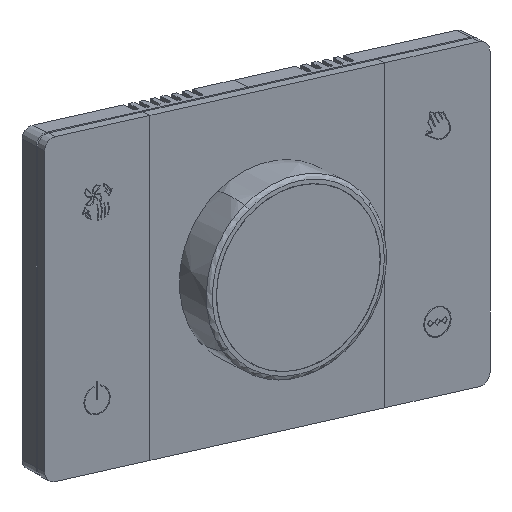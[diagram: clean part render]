
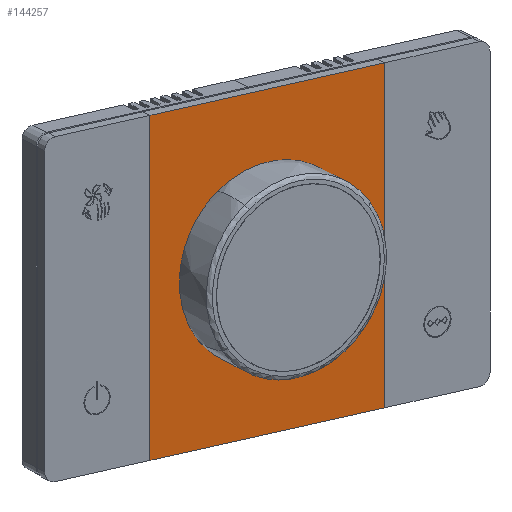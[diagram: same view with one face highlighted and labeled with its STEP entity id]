
A CAD part, top view. The second image highlights one B-rep face of the part: STEP entity #144257.
In plain terms, the highlighted face is planar.
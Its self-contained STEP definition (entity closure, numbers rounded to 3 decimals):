
#143881=CARTESIAN_POINT('Vertex',(32.9,25.395,43.)) ;
#143884=CARTESIAN_POINT('Line Origine',(0.,25.395,43.)) ;
#143888=CARTESIAN_POINT('Vertex',(-32.9,25.395,43.)) ;
#144149=CARTESIAN_POINT('Vertex',(32.9,25.395,-43.)) ;
#144152=CARTESIAN_POINT('Line Origine',(32.9,25.395,0.)) ;
#144164=CARTESIAN_POINT('Axis2P3D Location',(-39.492,25.395,-51.612)) ;
#144169=CARTESIAN_POINT('Line Origine',(0.,25.395,-43.)) ;
#144173=CARTESIAN_POINT('Vertex',(-32.9,25.395,-43.)) ;
#144176=CARTESIAN_POINT('Line Origine',(-32.9,25.395,0.)) ;
#144188=CARTESIAN_POINT('Control Point',(-19.75,25.395,0.)) ;
#144189=CARTESIAN_POINT('Control Point',(-19.75,25.395,-2.047)) ;
#144190=CARTESIAN_POINT('Control Point',(-19.485,25.395,-4.167)) ;
#144191=CARTESIAN_POINT('Control Point',(-18.916,25.395,-6.299)) ;
#144192=CARTESIAN_POINT('Control Point',(-17.181,25.395,-10.349)) ;
#144193=CARTESIAN_POINT('Control Point',(-14.351,25.395,-13.835)) ;
#144194=CARTESIAN_POINT('Control Point',(-12.724,25.395,-15.343)) ;
#144195=CARTESIAN_POINT('Control Point',(-9.292,25.395,-17.727)) ;
#144196=CARTESIAN_POINT('Control Point',(-5.466,25.395,-19.123)) ;
#144197=CARTESIAN_POINT('Control Point',(-3.616,25.395,-19.549)) ;
#144198=CARTESIAN_POINT('Control Point',(-1.78,25.395,-19.75)) ;
#144199=CARTESIAN_POINT('Control Point',(0.,25.395,-19.75)) ;
#144200=CARTESIAN_POINT('Vertex',(-19.75,25.395,0.)) ;
#144202=CARTESIAN_POINT('Vertex',(0.,25.395,-19.75)) ;
#144206=CARTESIAN_POINT('Control Point',(0.,25.395,-19.75)) ;
#144207=CARTESIAN_POINT('Control Point',(2.047,25.395,-19.75)) ;
#144208=CARTESIAN_POINT('Control Point',(4.167,25.395,-19.485)) ;
#144209=CARTESIAN_POINT('Control Point',(6.299,25.395,-18.916)) ;
#144210=CARTESIAN_POINT('Control Point',(10.349,25.395,-17.181)) ;
#144211=CARTESIAN_POINT('Control Point',(13.835,25.395,-14.351)) ;
#144212=CARTESIAN_POINT('Control Point',(15.343,25.395,-12.724)) ;
#144213=CARTESIAN_POINT('Control Point',(17.727,25.395,-9.292)) ;
#144214=CARTESIAN_POINT('Control Point',(19.123,25.395,-5.466)) ;
#144215=CARTESIAN_POINT('Control Point',(19.549,25.395,-3.616)) ;
#144216=CARTESIAN_POINT('Control Point',(19.75,25.395,-1.78)) ;
#144217=CARTESIAN_POINT('Control Point',(19.75,25.395,0.)) ;
#144218=CARTESIAN_POINT('Vertex',(19.75,25.395,0.)) ;
#144222=CARTESIAN_POINT('Control Point',(19.75,25.395,0.)) ;
#144223=CARTESIAN_POINT('Control Point',(19.75,25.395,2.047)) ;
#144224=CARTESIAN_POINT('Control Point',(19.485,25.395,4.167)) ;
#144225=CARTESIAN_POINT('Control Point',(18.916,25.395,6.299)) ;
#144226=CARTESIAN_POINT('Control Point',(17.181,25.395,10.349)) ;
#144227=CARTESIAN_POINT('Control Point',(14.351,25.395,13.835)) ;
#144228=CARTESIAN_POINT('Control Point',(12.724,25.395,15.343)) ;
#144229=CARTESIAN_POINT('Control Point',(9.292,25.395,17.727)) ;
#144230=CARTESIAN_POINT('Control Point',(5.466,25.395,19.123)) ;
#144231=CARTESIAN_POINT('Control Point',(3.616,25.395,19.549)) ;
#144232=CARTESIAN_POINT('Control Point',(1.78,25.395,19.75)) ;
#144233=CARTESIAN_POINT('Control Point',(0.,25.395,19.75)) ;
#144234=CARTESIAN_POINT('Vertex',(0.,25.395,19.75)) ;
#144238=CARTESIAN_POINT('Control Point',(0.,25.395,19.75)) ;
#144239=CARTESIAN_POINT('Control Point',(-2.047,25.395,19.75)) ;
#144240=CARTESIAN_POINT('Control Point',(-4.167,25.395,19.485)) ;
#144241=CARTESIAN_POINT('Control Point',(-6.299,25.395,18.916)) ;
#144242=CARTESIAN_POINT('Control Point',(-10.349,25.395,17.181)) ;
#144243=CARTESIAN_POINT('Control Point',(-13.835,25.395,14.351)) ;
#144244=CARTESIAN_POINT('Control Point',(-15.343,25.395,12.724)) ;
#144245=CARTESIAN_POINT('Control Point',(-17.727,25.395,9.292)) ;
#144246=CARTESIAN_POINT('Control Point',(-19.123,25.395,5.466)) ;
#144247=CARTESIAN_POINT('Control Point',(-19.549,25.395,3.616)) ;
#144248=CARTESIAN_POINT('Control Point',(-19.75,25.395,1.78)) ;
#144249=CARTESIAN_POINT('Control Point',(-19.75,25.395,0.)) ;
#143885=DIRECTION('Vector Direction',(-1.,0.,0.)) ;
#144153=DIRECTION('Vector Direction',(0.,0.,1.)) ;
#144165=DIRECTION('Axis2P3D Direction',(-0.,1.,0.)) ;
#144166=DIRECTION('Axis2P3D XDirection',(1.,0.,0.)) ;
#144170=DIRECTION('Vector Direction',(1.,0.,0.)) ;
#144177=DIRECTION('Vector Direction',(0.,0.,-1.)) ;
#144167=AXIS2_PLACEMENT_3D('Plane Axis2P3D',#144164,#144165,#144166) ;
#144182=ORIENTED_EDGE('',*,*,#143890,.F.) ;
#144183=ORIENTED_EDGE('',*,*,#144156,.F.) ;
#144184=ORIENTED_EDGE('',*,*,#144175,.F.) ;
#144185=ORIENTED_EDGE('',*,*,#144180,.F.) ;
#144252=ORIENTED_EDGE('',*,*,#144204,.T.) ;
#144253=ORIENTED_EDGE('',*,*,#144220,.T.) ;
#144254=ORIENTED_EDGE('',*,*,#144236,.T.) ;
#144255=ORIENTED_EDGE('',*,*,#144250,.T.) ;
#144256=FACE_BOUND('',#144251,.T.) ;
#143886=VECTOR('Line Direction',#143885,1.) ;
#144154=VECTOR('Line Direction',#144153,1.) ;
#144171=VECTOR('Line Direction',#144170,1.) ;
#144178=VECTOR('Line Direction',#144177,1.) ;
#144257=ADVANCED_FACE('PartBody',(#144186,#144256),#144168,.T.) ;
#144187=B_SPLINE_CURVE_WITH_KNOTS('',5,(#144188,#144189,#144190,#144191,#144192,#144193,#144194,#144195,#144196,#144197,#144198,#144199),.UNSPECIFIED.,.F.,.U.,(6,3,3,6),(0.,17.727,34.83,50.247),.UNSPECIFIED.) ;
#144205=B_SPLINE_CURVE_WITH_KNOTS('',5,(#144206,#144207,#144208,#144209,#144210,#144211,#144212,#144213,#144214,#144215,#144216,#144217),.UNSPECIFIED.,.F.,.U.,(6,3,3,6),(0.,17.727,34.83,50.247),.UNSPECIFIED.) ;
#144221=B_SPLINE_CURVE_WITH_KNOTS('',5,(#144222,#144223,#144224,#144225,#144226,#144227,#144228,#144229,#144230,#144231,#144232,#144233),.UNSPECIFIED.,.F.,.U.,(6,3,3,6),(0.,17.727,34.83,50.247),.UNSPECIFIED.) ;
#144237=B_SPLINE_CURVE_WITH_KNOTS('',5,(#144238,#144239,#144240,#144241,#144242,#144243,#144244,#144245,#144246,#144247,#144248,#144249),.UNSPECIFIED.,.F.,.U.,(6,3,3,6),(0.,17.727,34.83,50.247),.UNSPECIFIED.) ;
#143890=EDGE_CURVE('',#143882,#143889,#143887,.T.) ;
#144156=EDGE_CURVE('',#144150,#143882,#144155,.T.) ;
#144175=EDGE_CURVE('',#144174,#144150,#144172,.T.) ;
#144180=EDGE_CURVE('',#143889,#144174,#144179,.T.) ;
#144204=EDGE_CURVE('',#144201,#144203,#144187,.T.) ;
#144220=EDGE_CURVE('',#144203,#144219,#144205,.T.) ;
#144236=EDGE_CURVE('',#144219,#144235,#144221,.T.) ;
#144250=EDGE_CURVE('',#144235,#144201,#144237,.T.) ;
#144181=EDGE_LOOP('',(#144182,#144183,#144184,#144185)) ;
#144251=EDGE_LOOP('',(#144252,#144253,#144254,#144255)) ;
#144186=FACE_OUTER_BOUND('',#144181,.T.) ;
#143887=LINE('Line',#143884,#143886) ;
#144155=LINE('Line',#144152,#144154) ;
#144172=LINE('Line',#144169,#144171) ;
#144179=LINE('Line',#144176,#144178) ;
#144168=PLANE('',#144167) ;
#143882=VERTEX_POINT('',#143881) ;
#143889=VERTEX_POINT('',#143888) ;
#144150=VERTEX_POINT('',#144149) ;
#144174=VERTEX_POINT('',#144173) ;
#144201=VERTEX_POINT('',#144200) ;
#144203=VERTEX_POINT('',#144202) ;
#144219=VERTEX_POINT('',#144218) ;
#144235=VERTEX_POINT('',#144234) ;
